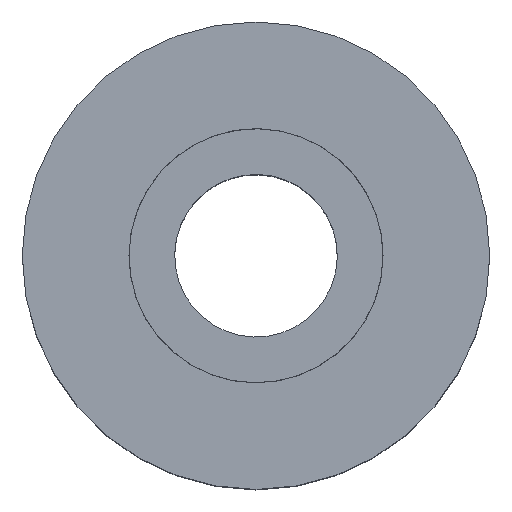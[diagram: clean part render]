
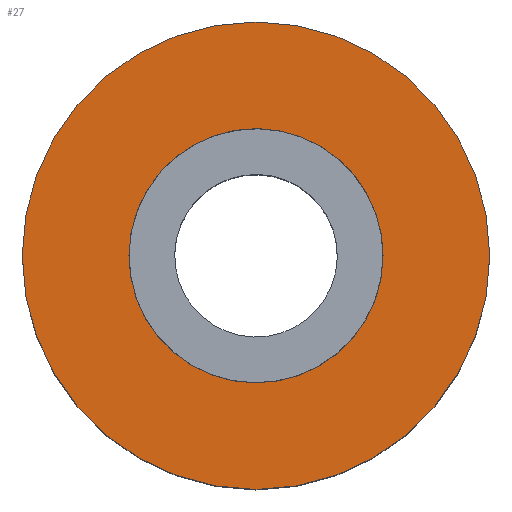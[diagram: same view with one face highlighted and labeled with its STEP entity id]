
A CAD part, top view. The second image highlights one B-rep face of the part: STEP entity #27.
In plain terms, the highlighted planar face has unit normal (0, 0, 1).
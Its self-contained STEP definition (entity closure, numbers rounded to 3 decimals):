
#2 = DIRECTION ( 'NONE',  ( 1., 0., 0. ) ) ;
#3 = CARTESIAN_POINT ( 'NONE',  ( 0., 0., 7.5 ) ) ;
#10 = EDGE_CURVE ( 'NONE', #1535, #2275, #699, .T. ) ;
#27 = ADVANCED_FACE ( 'NONE', ( #547, #200 ), #759, .T. ) ;
#111 = DIRECTION ( 'NONE',  ( 0., 0., 1. ) ) ;
#166 = DIRECTION ( 'NONE',  ( 1., 0., 0. ) ) ;
#200 = FACE_BOUND ( 'NONE', #1918, .T. ) ;
#240 = CARTESIAN_POINT ( 'NONE',  ( -11.5, 0., 7.5 ) ) ;
#312 = AXIS2_PLACEMENT_3D ( 'NONE', #2075, #811, #1711 ) ;
#351 = CARTESIAN_POINT ( 'NONE',  ( -6.25, 0., 7.5 ) ) ;
#472 = AXIS2_PLACEMENT_3D ( 'NONE', #1423, #894, #2 ) ;
#495 = ORIENTED_EDGE ( 'NONE', *, *, #1791, .T. ) ;
#547 = FACE_OUTER_BOUND ( 'NONE', #1757, .T. ) ;
#553 = ORIENTED_EDGE ( 'NONE', *, *, #1203, .F. ) ;
#664 = CARTESIAN_POINT ( 'NONE',  ( 0., 0., 7.5 ) ) ;
#699 = CIRCLE ( 'NONE', #893, 11.5 ) ;
#739 = ORIENTED_EDGE ( 'NONE', *, *, #10, .T. ) ;
#759 = PLANE ( 'NONE',  #1008 ) ;
#782 = CIRCLE ( 'NONE', #312, 6.25 ) ;
#811 = DIRECTION ( 'NONE',  ( 0., 0., 1. ) ) ;
#879 = ORIENTED_EDGE ( 'NONE', *, *, #2295, .F. ) ;
#893 = AXIS2_PLACEMENT_3D ( 'NONE', #932, #1099, #1625 ) ;
#894 = DIRECTION ( 'NONE',  ( 0., 0., 1. ) ) ;
#932 = CARTESIAN_POINT ( 'NONE',  ( 0., 0., 7.5 ) ) ;
#952 = AXIS2_PLACEMENT_3D ( 'NONE', #664, #111, #1202 ) ;
#1007 = VERTEX_POINT ( 'NONE', #351 ) ;
#1008 = AXIS2_PLACEMENT_3D ( 'NONE', #3, #1855, #166 ) ;
#1099 = DIRECTION ( 'NONE',  ( 0., 0., 1. ) ) ;
#1202 = DIRECTION ( 'NONE',  ( 1., 0., 0. ) ) ;
#1203 = EDGE_CURVE ( 'NONE', #1245, #1007, #2347, .T. ) ;
#1245 = VERTEX_POINT ( 'NONE', #1959 ) ;
#1341 = CARTESIAN_POINT ( 'NONE',  ( 11.5, 0., 7.5 ) ) ;
#1423 = CARTESIAN_POINT ( 'NONE',  ( 0., 0., 7.5 ) ) ;
#1535 = VERTEX_POINT ( 'NONE', #1341 ) ;
#1625 = DIRECTION ( 'NONE',  ( 1., 0., 0. ) ) ;
#1711 = DIRECTION ( 'NONE',  ( 1., 0., 0. ) ) ;
#1757 = EDGE_LOOP ( 'NONE', ( #495, #739 ) ) ;
#1791 = EDGE_CURVE ( 'NONE', #2275, #1535, #2226, .T. ) ;
#1855 = DIRECTION ( 'NONE',  ( 0., 0., 1. ) ) ;
#1918 = EDGE_LOOP ( 'NONE', ( #879, #553 ) ) ;
#1959 = CARTESIAN_POINT ( 'NONE',  ( 6.25, 0., 7.5 ) ) ;
#2075 = CARTESIAN_POINT ( 'NONE',  ( 0., 0., 7.5 ) ) ;
#2226 = CIRCLE ( 'NONE', #472, 11.5 ) ;
#2275 = VERTEX_POINT ( 'NONE', #240 ) ;
#2295 = EDGE_CURVE ( 'NONE', #1007, #1245, #782, .T. ) ;
#2347 = CIRCLE ( 'NONE', #952, 6.25 ) ;
